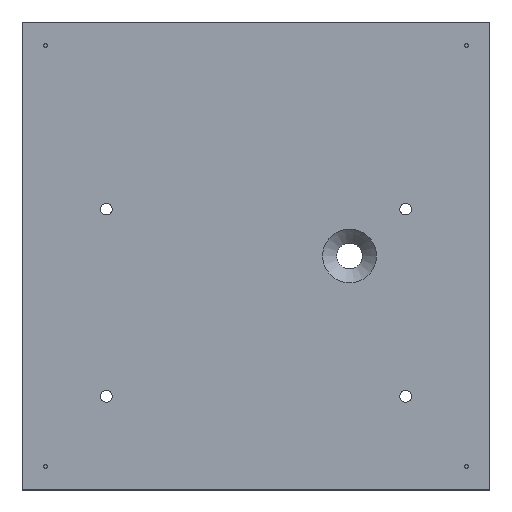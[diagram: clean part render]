
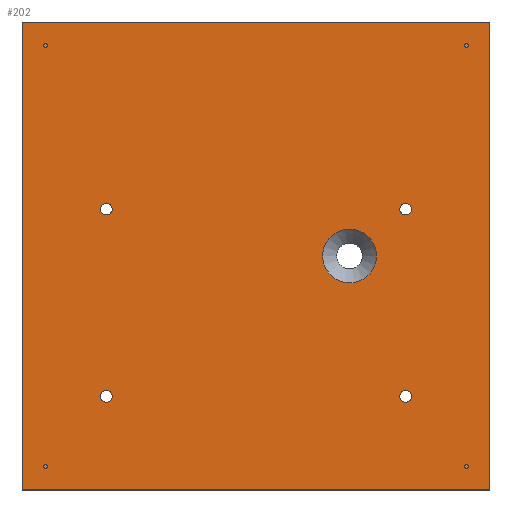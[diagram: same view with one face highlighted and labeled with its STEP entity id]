
A CAD part, top view. The second image highlights one B-rep face of the part: STEP entity #202.
In plain terms, the highlighted planar face has unit normal (0, 0, 1).
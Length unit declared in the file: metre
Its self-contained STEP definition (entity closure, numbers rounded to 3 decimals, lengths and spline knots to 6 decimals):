
#202 = ADVANCED_FACE( '', ( #439, #440, #441, #442, #443, #444, #445, #446, #447, #448 ), #449, .T. );
#439 = FACE_BOUND( '', #682, .T. );
#440 = FACE_BOUND( '', #683, .T. );
#441 = FACE_BOUND( '', #684, .T. );
#442 = FACE_BOUND( '', #685, .T. );
#443 = FACE_BOUND( '', #686, .T. );
#444 = FACE_BOUND( '', #687, .T. );
#445 = FACE_BOUND( '', #688, .T. );
#446 = FACE_BOUND( '', #689, .T. );
#447 = FACE_BOUND( '', #690, .T. );
#448 = FACE_OUTER_BOUND( '', #691, .T. );
#449 = PLANE( '', #692 );
#682 = EDGE_LOOP( '', ( #1156 ) );
#683 = EDGE_LOOP( '', ( #1157 ) );
#684 = EDGE_LOOP( '', ( #1158 ) );
#685 = EDGE_LOOP( '', ( #1159 ) );
#686 = EDGE_LOOP( '', ( #1160 ) );
#687 = EDGE_LOOP( '', ( #1161 ) );
#688 = EDGE_LOOP( '', ( #1162 ) );
#689 = EDGE_LOOP( '', ( #1163 ) );
#690 = EDGE_LOOP( '', ( #1164 ) );
#691 = EDGE_LOOP( '', ( #1165, #1166, #1167, #1168 ) );
#692 = AXIS2_PLACEMENT_3D( '', #1169, #1170, #1171 );
#1156 = ORIENTED_EDGE( '', *, *, #1260, .T. );
#1157 = ORIENTED_EDGE( '', *, *, #1361, .T. );
#1158 = ORIENTED_EDGE( '', *, *, #1376, .T. );
#1159 = ORIENTED_EDGE( '', *, *, #1283, .T. );
#1160 = ORIENTED_EDGE( '', *, *, #1341, .T. );
#1161 = ORIENTED_EDGE( '', *, *, #1251, .T. );
#1162 = ORIENTED_EDGE( '', *, *, #1350, .T. );
#1163 = ORIENTED_EDGE( '', *, *, #1365, .T. );
#1164 = ORIENTED_EDGE( '', *, *, #1226, .T. );
#1165 = ORIENTED_EDGE( '', *, *, #1306, .F. );
#1166 = ORIENTED_EDGE( '', *, *, #1377, .T. );
#1167 = ORIENTED_EDGE( '', *, *, #1331, .T. );
#1168 = ORIENTED_EDGE( '', *, *, #1316, .F. );
#1169 = CARTESIAN_POINT( '', ( 0.011261, 0.000795, 0.02636 ) );
#1170 = DIRECTION( '', ( 0., 0., 1. ) );
#1171 = DIRECTION( '', ( 1., 0., 0. ) );
#1226 = EDGE_CURVE( '', #1434, #1434, #1435, .F. );
#1251 = EDGE_CURVE( '', #1477, #1477, #1478, .F. );
#1260 = EDGE_CURVE( '', #1490, #1490, #1491, .T. );
#1283 = EDGE_CURVE( '', #1524, #1524, #1525, .T. );
#1306 = EDGE_CURVE( '', #1556, #1558, #1559, .T. );
#1316 = EDGE_CURVE( '', #1558, #1569, #1570, .T. );
#1331 = EDGE_CURVE( '', #1589, #1569, #1590, .T. );
#1341 = EDGE_CURVE( '', #1600, #1600, #1601, .F. );
#1350 = EDGE_CURVE( '', #1611, #1611, #1612, .F. );
#1361 = EDGE_CURVE( '', #1625, #1625, #1626, .T. );
#1365 = EDGE_CURVE( '', #1629, #1629, #1630, .F. );
#1376 = EDGE_CURVE( '', #1643, #1643, #1644, .T. );
#1377 = EDGE_CURVE( '', #1556, #1589, #1645, .T. );
#1434 = VERTEX_POINT( '', #1714 );
#1435 = CIRCLE( '', #1715, 0.005748 );
#1477 = VERTEX_POINT( '', #1763 );
#1478 = CIRCLE( '', #1764, 0.00125 );
#1490 = VERTEX_POINT( '', #1778 );
#1491 = CIRCLE( '', #1779, 0.0004 );
#1524 = VERTEX_POINT( '', #1822 );
#1525 = CIRCLE( '', #1823, 0.0004 );
#1556 = VERTEX_POINT( '', #1860 );
#1558 = VERTEX_POINT( '', #1863 );
#1559 = LINE( '', #1864, #1865 );
#1569 = VERTEX_POINT( '', #1876 );
#1570 = LINE( '', #1877, #1878 );
#1589 = VERTEX_POINT( '', #1904 );
#1590 = LINE( '', #1905, #1906 );
#1600 = VERTEX_POINT( '', #1919 );
#1601 = CIRCLE( '', #1920, 0.00125 );
#1611 = VERTEX_POINT( '', #1934 );
#1612 = CIRCLE( '', #1935, 0.00125 );
#1625 = VERTEX_POINT( '', #1950 );
#1626 = CIRCLE( '', #1951, 0.0004 );
#1629 = VERTEX_POINT( '', #1954 );
#1630 = CIRCLE( '', #1955, 0.00125 );
#1643 = VERTEX_POINT( '', #1970 );
#1644 = CIRCLE( '', #1971, 0.0004 );
#1645 = LINE( '', #1972, #1973 );
#1714 = CARTESIAN_POINT( '', ( 0.025748, 0., 0.02636 ) );
#1715 = AXIS2_PLACEMENT_3D( '', #2025, #2026, #2027 );
#1763 = CARTESIAN_POINT( '', ( -0.03075, -0.03, 0.02636 ) );
#1764 = AXIS2_PLACEMENT_3D( '', #2070, #2071, #2072 );
#1778 = CARTESIAN_POINT( '', ( 0.0446, 0.045, 0.02636 ) );
#1779 = AXIS2_PLACEMENT_3D( '', #2084, #2085, #2086 );
#1822 = CARTESIAN_POINT( '', ( -0.0454, 0.045, 0.02636 ) );
#1823 = AXIS2_PLACEMENT_3D( '', #2109, #2110, #2111 );
#1860 = CARTESIAN_POINT( '', ( 0.05, 0.05, 0.02636 ) );
#1863 = CARTESIAN_POINT( '', ( 0.05, -0.05, 0.02636 ) );
#1864 = CARTESIAN_POINT( '', ( 0.05, 0., 0.02636 ) );
#1865 = VECTOR( '', #2143, 1. );
#1876 = CARTESIAN_POINT( '', ( -0.05, -0.05, 0.02636 ) );
#1877 = CARTESIAN_POINT( '', ( 0., -0.05, 0.02636 ) );
#1878 = VECTOR( '', #2151, 1. );
#1904 = CARTESIAN_POINT( '', ( -0.05, 0.05, 0.02636 ) );
#1905 = CARTESIAN_POINT( '', ( -0.05, 0., 0.02636 ) );
#1906 = VECTOR( '', #2168, 1. );
#1919 = CARTESIAN_POINT( '', ( 0.03325, -0.03, 0.02636 ) );
#1920 = AXIS2_PLACEMENT_3D( '', #2172, #2173, #2174 );
#1934 = CARTESIAN_POINT( '', ( -0.03075, 0.01, 0.02636 ) );
#1935 = AXIS2_PLACEMENT_3D( '', #2182, #2183, #2184 );
#1950 = CARTESIAN_POINT( '', ( 0.0446, -0.045, 0.02636 ) );
#1951 = AXIS2_PLACEMENT_3D( '', #2193, #2194, #2195 );
#1954 = CARTESIAN_POINT( '', ( 0.03325, 0.01, 0.02636 ) );
#1955 = AXIS2_PLACEMENT_3D( '', #2196, #2197, #2198 );
#1970 = CARTESIAN_POINT( '', ( -0.0454, -0.045, 0.02636 ) );
#1971 = AXIS2_PLACEMENT_3D( '', #2210, #2211, #2212 );
#1972 = CARTESIAN_POINT( '', ( 0., 0.05, 0.02636 ) );
#1973 = VECTOR( '', #2213, 1. );
#2025 = CARTESIAN_POINT( '', ( 0.02, 0., 0.02636 ) );
#2026 = DIRECTION( '', ( 0., 0., 1. ) );
#2027 = DIRECTION( '', ( 1., 0., 0. ) );
#2070 = CARTESIAN_POINT( '', ( -0.032, -0.03, 0.02636 ) );
#2071 = DIRECTION( '', ( 0., 0., 1. ) );
#2072 = DIRECTION( '', ( 1., 0., 0. ) );
#2084 = CARTESIAN_POINT( '', ( 0.045, 0.045, 0.02636 ) );
#2085 = DIRECTION( '', ( 0., 0., -1. ) );
#2086 = DIRECTION( '', ( -1., 0., 0. ) );
#2109 = CARTESIAN_POINT( '', ( -0.045, 0.045, 0.02636 ) );
#2110 = DIRECTION( '', ( 0., 0., -1. ) );
#2111 = DIRECTION( '', ( -1., 0., 0. ) );
#2143 = DIRECTION( '', ( 0., -1., 0. ) );
#2151 = DIRECTION( '', ( -1., 0., 0. ) );
#2168 = DIRECTION( '', ( 0., -1., 0. ) );
#2172 = CARTESIAN_POINT( '', ( 0.032, -0.03, 0.02636 ) );
#2173 = DIRECTION( '', ( 0., 0., 1. ) );
#2174 = DIRECTION( '', ( 1., 0., 0. ) );
#2182 = CARTESIAN_POINT( '', ( -0.032, 0.01, 0.02636 ) );
#2183 = DIRECTION( '', ( 0., 0., 1. ) );
#2184 = DIRECTION( '', ( 1., 0., 0. ) );
#2193 = CARTESIAN_POINT( '', ( 0.045, -0.045, 0.02636 ) );
#2194 = DIRECTION( '', ( 0., 0., -1. ) );
#2195 = DIRECTION( '', ( -1., 0., 0. ) );
#2196 = CARTESIAN_POINT( '', ( 0.032, 0.01, 0.02636 ) );
#2197 = DIRECTION( '', ( 0., 0., 1. ) );
#2198 = DIRECTION( '', ( 1., 0., 0. ) );
#2210 = CARTESIAN_POINT( '', ( -0.045, -0.045, 0.02636 ) );
#2211 = DIRECTION( '', ( 0., 0., -1. ) );
#2212 = DIRECTION( '', ( -1., 0., 0. ) );
#2213 = DIRECTION( '', ( -1., 0., 0. ) );
